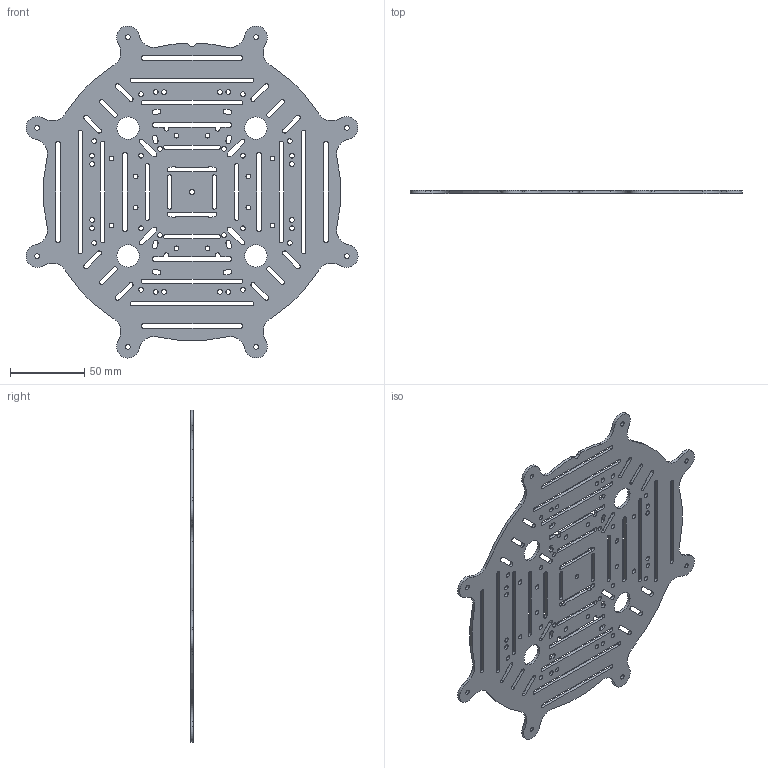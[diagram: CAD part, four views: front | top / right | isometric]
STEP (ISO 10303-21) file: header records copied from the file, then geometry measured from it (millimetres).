
FILE_DESCRIPTION(/* description */ (''),/* implementation_level */ '2;1');
FILE_NAME(/* name */ 'Body_Center_Plate.stp',/* time_stamp */ '2024-05-31T07:28:29+02:00',/* author */ ('dhrzw'),/* organization */ (''),/* preprocessor_version */ 'ST-DEVELOPER v20',/* originating_system */ 'Autodesk Inventor 2025',/* authorisation */ '');
FILE_SCHEMA (('AP203_CONFIGURATION_CONTROLLED_3D_DESIGN_OF_MECHANICAL_PARTS_AND_ASSEMBLIES_MIM_LF { 1 0 10303 203 3 1 4 }','AUTOMOTIVE_DESIGN { 1 0 10303 214 3 1 1 }'));
Length unit declared in the file: millimetre
Products named in the file (1): Body_Center_Plate
Bounding box: 222.86 x 2 x 222.86 mm (x, y, z)
Volume: 55697.4 mm3; surface area: 65794.9 mm2
Topology: 1 solids, 1 shells, 342 faces, 1020 edges, 680 vertices
Faces by surface type: cylinder 213, plane 129
Full cylindrical faces by diameter (mm): 3.2 x53, 15 x4
Entity records: 12131 total; most frequent: DIRECTION 2132, CARTESIAN_POINT 2043, ORIENTED_EDGE 2040, EDGE_CURVE 1020, AXIS2_PLACEMENT_3D 769, VERTEX_POINT 680, LINE 594, VECTOR 594
